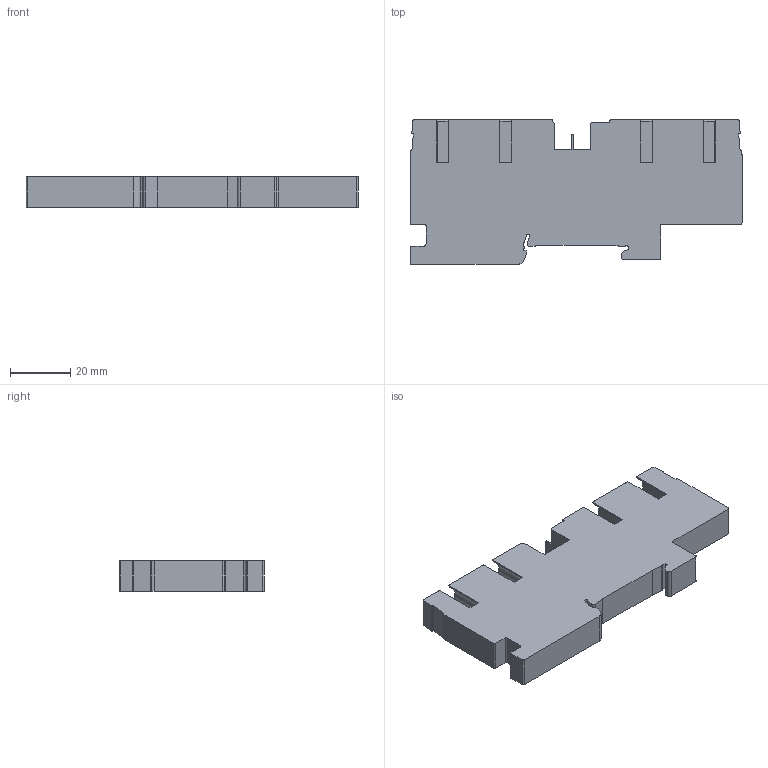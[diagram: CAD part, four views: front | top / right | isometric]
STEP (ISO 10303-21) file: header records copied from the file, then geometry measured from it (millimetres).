
FILE_DESCRIPTION((''),'2;1');
FILE_NAME('PRK10_ISO_GEN','2019-10-18T',('Christian Carl'),(''),'CREO PARAMETRIC BY PTC INC, 2016380','CREO PARAMETRIC BY PTC INC, 2016380','');
FILE_SCHEMA(('CONFIG_CONTROL_DESIGN'));
Length unit declared in the file: millimetre
Products named in the file (1): PRK10_ISO_GEN
Bounding box: 110 x 48 x 10.1 mm (x, y, z)
Volume: 36159.4 mm3; surface area: 17376.1 mm2
Topology: 1 solids, 1 shells, 331 faces, 912 edges, 592 vertices
Faces by surface type: plane 195, cylinder 100, cone 36
Entity records: 10563 total; most frequent: CARTESIAN_POINT 1900, ORIENTED_EDGE 1824, DIRECTION 1804, EDGE_CURVE 912, VECTOR 658, LINE 658, VERTEX_POINT 592, AXIS2_PLACEMENT_3D 573
